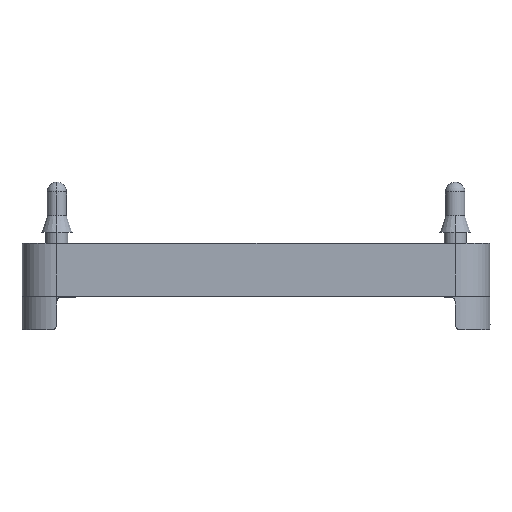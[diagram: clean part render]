
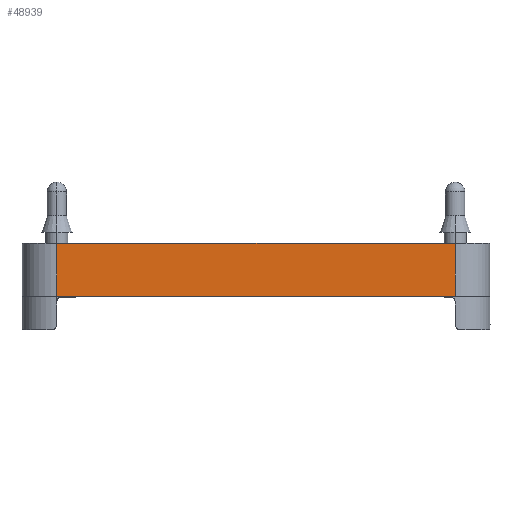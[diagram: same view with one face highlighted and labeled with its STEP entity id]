
A CAD part, left-side view. The second image highlights one B-rep face of the part: STEP entity #48939.
In plain terms, the highlighted planar face has unit normal (-1, 0, 0).
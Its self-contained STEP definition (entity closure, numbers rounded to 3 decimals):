
#943=CARTESIAN_POINT('',(-42.0,35.715,-2.0));
#944=VERTEX_POINT('',#943);
#5631=CARTESIAN_POINT('',(-42.0,-35.715,-2.0));
#5632=VERTEX_POINT('',#5631);
#5640=CARTESIAN_POINT('',(-42.0,-35.715,-2.0));
#5641=DIRECTION('',(0.0,1.0,0.0));
#5642=VECTOR('',#5641,71.429);
#5643=LINE('',#5640,#5642);
#5644=EDGE_CURVE('',#5632,#944,#5643,.T.);
#47273=CARTESIAN_POINT('',(-42.,-35.75,-2.0));
#47274=VERTEX_POINT('',#47273);
#47282=CARTESIAN_POINT('',(-42.,-35.75,-2.0));
#47283=DIRECTION('',(0.,1.0,0.0));
#47284=VECTOR('',#47283,0.035);
#47285=LINE('',#47282,#47284);
#47286=EDGE_CURVE('',#47274,#5632,#47285,.T.);
#47347=CARTESIAN_POINT('',(-42.,35.75,-2.0));
#47348=VERTEX_POINT('',#47347);
#47366=CARTESIAN_POINT('',(-42.0,35.715,-2.0));
#47367=DIRECTION('',(0.,1.0,0.0));
#47368=VECTOR('',#47367,0.035);
#47369=LINE('',#47366,#47368);
#47370=EDGE_CURVE('',#944,#47348,#47369,.T.);
#48907=CARTESIAN_POINT('',(-42.,-35.75,-2.0));
#48908=DIRECTION('',(-1.0,0.0,0.0));
#48909=DIRECTION('',(0.0,0.0,1.0));
#48910=AXIS2_PLACEMENT_3D('',#48907,#48908,#48909);
#48911=PLANE('',#48910);
#48912=CARTESIAN_POINT('',(-42.,-35.75,7.5));
#48913=VERTEX_POINT('',#48912);
#48914=CARTESIAN_POINT('',(-42.,-35.75,-2.0));
#48915=DIRECTION('',(0.0,0.0,1.0));
#48916=VECTOR('',#48915,9.5);
#48917=LINE('',#48914,#48916);
#48918=EDGE_CURVE('',#47274,#48913,#48917,.T.);
#48919=ORIENTED_EDGE('',*,*,#48918,.T.);
#48920=CARTESIAN_POINT('',(-42.,35.75,7.5));
#48921=VERTEX_POINT('',#48920);
#48922=CARTESIAN_POINT('',(-42.,-35.75,7.5));
#48923=DIRECTION('',(0.0,1.0,0.0));
#48924=VECTOR('',#48923,71.5);
#48925=LINE('',#48922,#48924);
#48926=EDGE_CURVE('',#48913,#48921,#48925,.T.);
#48927=ORIENTED_EDGE('',*,*,#48926,.T.);
#48928=CARTESIAN_POINT('',(-42.,35.75,-2.0));
#48929=DIRECTION('',(0.0,0.0,1.0));
#48930=VECTOR('',#48929,9.5);
#48931=LINE('',#48928,#48930);
#48932=EDGE_CURVE('',#47348,#48921,#48931,.T.);
#48933=ORIENTED_EDGE('',*,*,#48932,.F.);
#48934=ORIENTED_EDGE('',*,*,#47370,.F.);
#48935=ORIENTED_EDGE('',*,*,#5644,.F.);
#48936=ORIENTED_EDGE('',*,*,#47286,.F.);
#48937=EDGE_LOOP('',(#48919,#48927,#48933,#48934,#48935,#48936));
#48938=FACE_OUTER_BOUND('',#48937,.T.);
#48939=ADVANCED_FACE('',(#48938),#48911,.T.);
